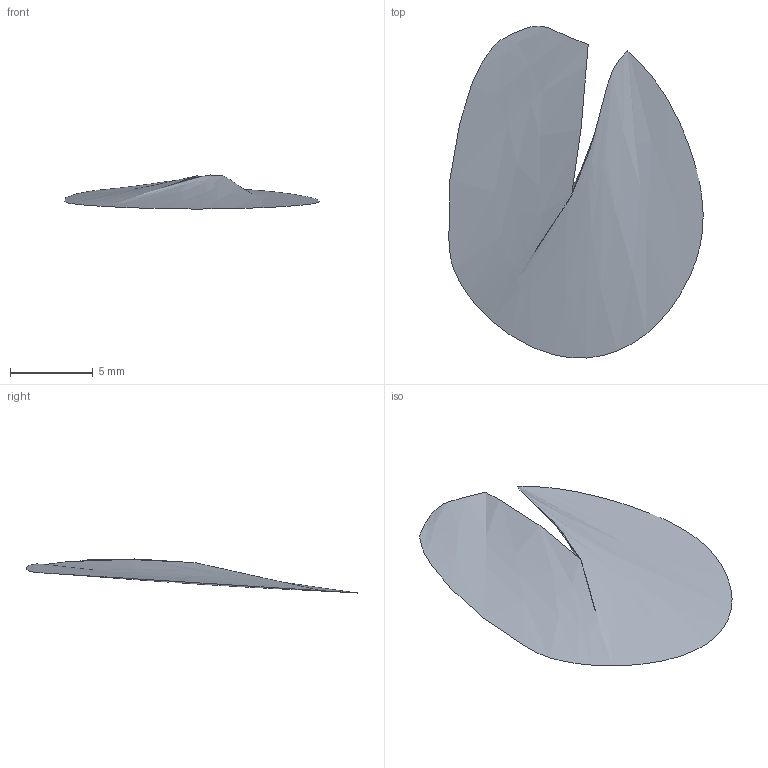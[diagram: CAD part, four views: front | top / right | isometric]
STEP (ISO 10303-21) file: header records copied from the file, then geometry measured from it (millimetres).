
FILE_DESCRIPTION(('uMake Model'),'2;1');
FILE_NAME(/* name */ '',/* time_stamp */ '10-01-2016 06:37:43',/* author */ (''),/* organization */ (''),/* preprocessor_version */ '',/* originating_system */ 'uMake',/* authorisation */ '');
FILE_SCHEMA (('CONFIG_CONTROL_DESIGN'));
Products named in the file (2): Document
Bounding box: 15.35 x 20.04 x 2.05 mm (x, y, z)
Surface area: 235.4 mm2 (no closed solid volume)
Topology: 0 solids, 1 shells, 1 faces, 8 edges, 9 vertices
Faces by surface type: bspline 1
Entity records: 180 total; most frequent: CARTESIAN_POINT 142, DIRECTION 4, GEOMETRIC_CURVE_SET 4, TRIMMED_CURVE 4, SHAPE_DEFINITION_REPRESENTATION 2, PRODUCT_DEFINITION_SHAPE 2, PRODUCT_DEFINITION 2, PRODUCT_DEFINITION_FORMATION 2
